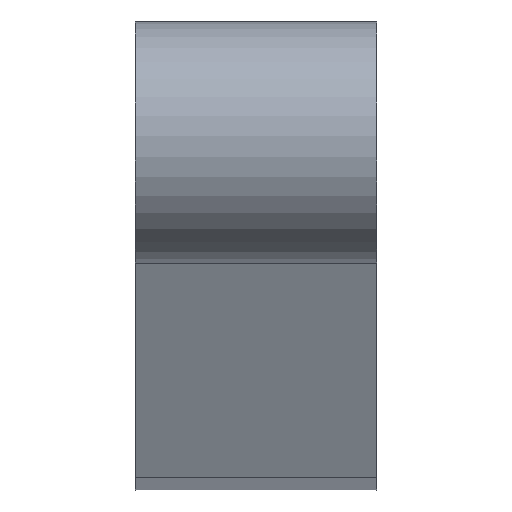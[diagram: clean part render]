
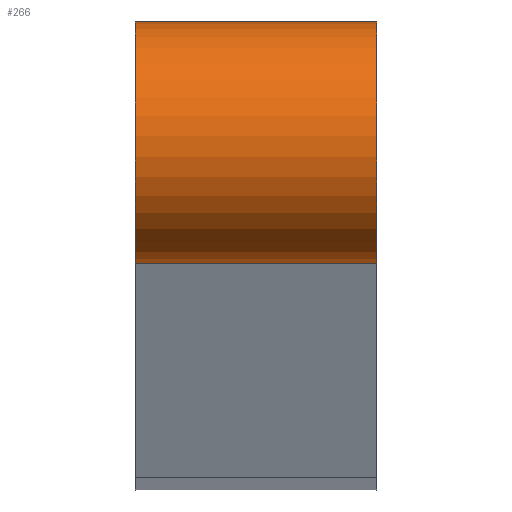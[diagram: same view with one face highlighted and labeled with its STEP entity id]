
A CAD part, left-side view. The second image highlights one B-rep face of the part: STEP entity #266.
In plain terms, the highlighted cylindrical face has radius 5 mm (diameter 10 mm), a partial arc.
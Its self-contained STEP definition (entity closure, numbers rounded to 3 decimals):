
#24=CYLINDRICAL_SURFACE('',#311,5.);
#44=FACE_OUTER_BOUND('',#65,.T.);
#65=EDGE_LOOP('',(#240,#241,#242,#243));
#84=LINE('',#465,#103);
#85=LINE('',#467,#104);
#103=VECTOR('',#390,10.);
#104=VECTOR('',#393,10.);
#107=CIRCLE('',#285,5.);
#112=CIRCLE('',#293,5.);
#125=VERTEX_POINT('',#405);
#126=VERTEX_POINT('',#407);
#133=VERTEX_POINT('',#427);
#134=VERTEX_POINT('',#429);
#147=EDGE_CURVE('',#125,#126,#107,.T.);
#158=EDGE_CURVE('',#133,#134,#112,.T.);
#176=EDGE_CURVE('',#125,#134,#84,.T.);
#177=EDGE_CURVE('',#126,#133,#85,.T.);
#240=ORIENTED_EDGE('',*,*,#176,.T.);
#241=ORIENTED_EDGE('',*,*,#158,.F.);
#242=ORIENTED_EDGE('',*,*,#177,.F.);
#243=ORIENTED_EDGE('',*,*,#147,.F.);
#266=ADVANCED_FACE('',(#44),#24,.T.);
#285=AXIS2_PLACEMENT_3D('',#408,#323,#324);
#293=AXIS2_PLACEMENT_3D('',#430,#345,#346);
#311=AXIS2_PLACEMENT_3D('',#466,#391,#392);
#323=DIRECTION('center_axis',(0.,-1.,0.));
#324=DIRECTION('ref_axis',(1.,0.,0.));
#345=DIRECTION('center_axis',(0.,1.,0.));
#346=DIRECTION('ref_axis',(1.,0.,0.));
#390=DIRECTION('',(0.,1.,0.));
#391=DIRECTION('center_axis',(0.,1.,0.));
#392=DIRECTION('ref_axis',(-0.999,0.,0.053));
#393=DIRECTION('',(0.,1.,0.));
#405=CARTESIAN_POINT('',(0.,-5.,5.));
#407=CARTESIAN_POINT('',(-0.53,-5.,-4.972));
#408=CARTESIAN_POINT('Origin',(0.,-5.,0.));
#427=CARTESIAN_POINT('',(-0.53,5.,-4.972));
#429=CARTESIAN_POINT('',(0.,5.,5.));
#430=CARTESIAN_POINT('Origin',(0.,5.,0.));
#465=CARTESIAN_POINT('',(0.,0.,5.));
#466=CARTESIAN_POINT('Origin',(0.,0.,0.));
#467=CARTESIAN_POINT('',(-0.53,0.,-4.972));
